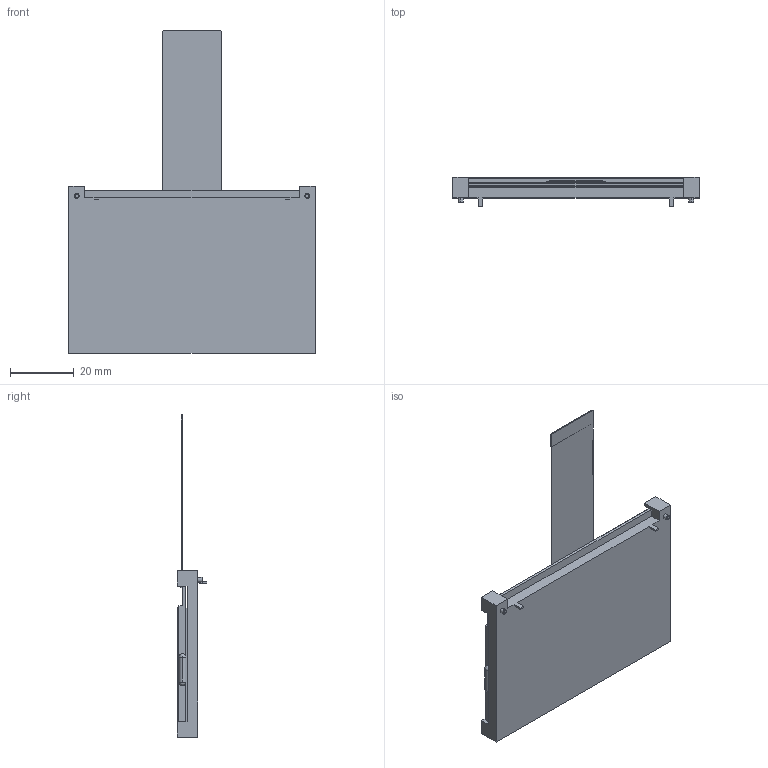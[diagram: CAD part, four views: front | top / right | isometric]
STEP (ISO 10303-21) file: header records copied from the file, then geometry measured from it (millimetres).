
FILE_DESCRIPTION((''),'2;1');
FILE_NAME('16310_ASM','2021-09-07T',('caizhe'),(''),'PRO/ENGINEER BY PARAMETRIC TECHNOLOGY CORPORATION, 2005030','PRO/ENGINEER BY PARAMETRIC TECHNOLOGY CORPORATION, 2005030','');
FILE_SCHEMA(('CONFIG_CONTROL_DESIGN'));
Length unit declared in the file: millimetre
Products named in the file (4): 14469LED; 16310LCD; 16310FPC; 16310_ASM
Assembly tree (3 placements, depth 2):
  16310_ASM
    14469LED
    16310LCD
    16310FPC
Bounding box: 77.4 x 9.3 x 101.2 mm (x, y, z)
Volume: 22746.5 mm3; surface area: 18991.3 mm2
Topology: 3 solids, 3 shells, 102 faces, 265 edges, 174 vertices
Faces by surface type: plane 88, cylinder 8, cone 4, bspline 2
Entity records: 3231 total; most frequent: CARTESIAN_POINT 602, ORIENTED_EDGE 530, DIRECTION 503, EDGE_CURVE 265, VECTOR 241, LINE 241, VERTEX_POINT 174, AXIS2_PLACEMENT_3D 131
